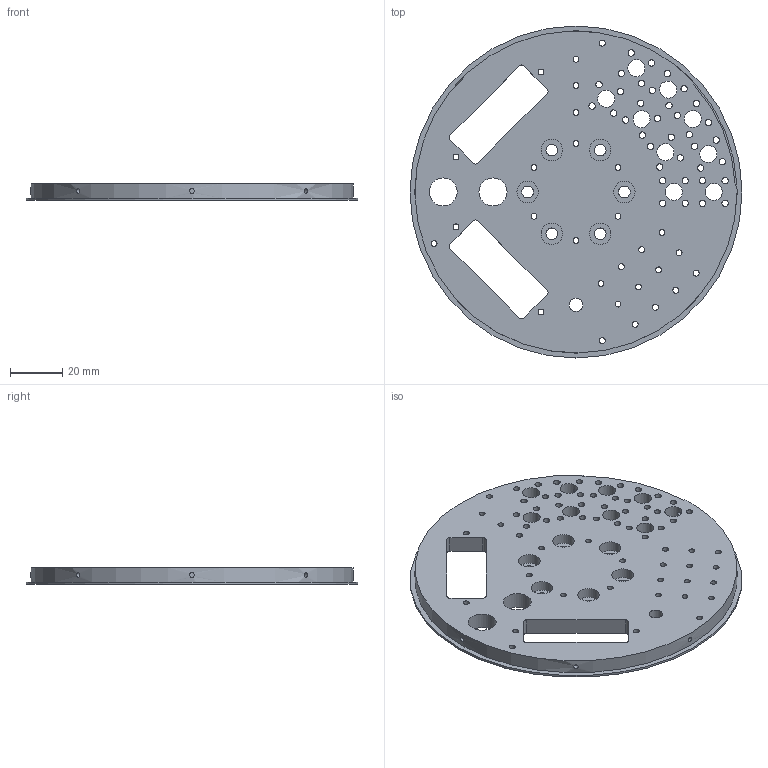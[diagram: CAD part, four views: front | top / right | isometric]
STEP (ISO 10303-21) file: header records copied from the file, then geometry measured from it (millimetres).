
FILE_DESCRIPTION(('FreeCAD Model'),'2;1');
FILE_NAME( 'p4.stp', '2018-12-20T09:21:03',('FreeCAD'),('FreeCAD'), 'Open CASCADE STEP processor 7.2','FreeCAD','Unknown');
FILE_SCHEMA(('AUTOMOTIVE_DESIGN { 1 0 10303 214 1 1 1 1 }'));
Length unit declared in the file: millimetre
Products named in the file (1): Open CASCADE STEP translator 7.2 3
Bounding box: 127 x 127 x 6.35 mm (x, y, z)
Volume: 61927.8 mm3; surface area: 30819.4 mm2
Topology: 1 solids, 1 shells, 134 faces, 370 edges, 248 vertices
Faces by surface type: cylinder 108, plane 26
Full cylindrical faces by diameter (mm): 1.778 x8, 2.261 x28, 2.438 x36, 4.5 x6, 5.105 x1, 6.528 x9, 8.25 x6, 10.716 x2, 127 x1
Entity records: 14195 total; most frequent: CARTESIAN_POINT 6296, DIRECTION 1507, ORIENTED_EDGE 740, PCURVE 740, DEFINITIONAL_REPRESENTATION 740, LINE 624, VECTOR 624, CIRCLE 405
